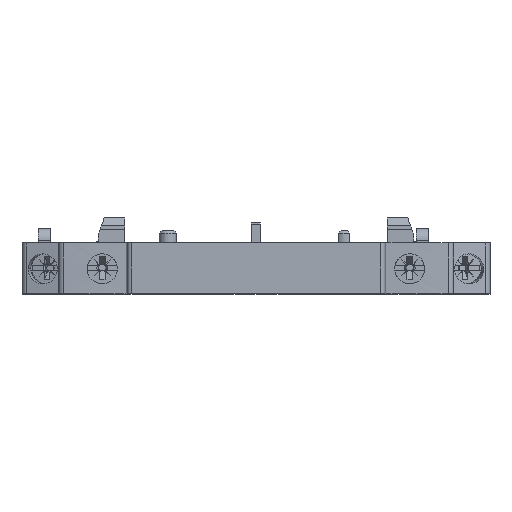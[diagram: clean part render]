
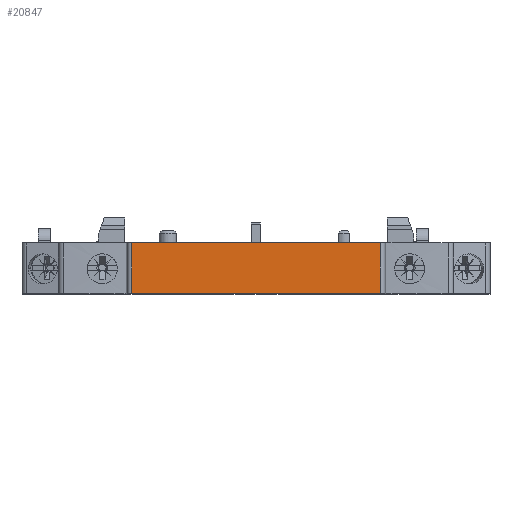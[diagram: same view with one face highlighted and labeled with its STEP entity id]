
A CAD part, top view. The second image highlights one B-rep face of the part: STEP entity #20847.
In plain terms, the highlighted planar face has unit normal (0, 0, 1).
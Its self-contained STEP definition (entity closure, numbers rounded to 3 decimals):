
#779=DIRECTION('',(1.,0.,0.));
#780=VECTOR('',#779,42.999);
#781=CARTESIAN_POINT('',(-82.433,50.,-9.046));
#782=LINE('',#781,#780);
#1200=DIRECTION('',(1.,0.,0.));
#1201=VECTOR('',#1200,42.999);
#1202=CARTESIAN_POINT('',(-82.433,41.2,-9.046));
#1203=LINE('',#1202,#1201);
#3365=DIRECTION('',(0.,1.,0.));
#3366=VECTOR('',#3365,8.8);
#3367=CARTESIAN_POINT('',(-82.433,41.2,-9.046));
#3368=LINE('',#3367,#3366);
#16559=DIRECTION('',(0.,-1.,0.));
#16560=VECTOR('',#16559,8.8);
#16561=CARTESIAN_POINT('',(-39.434,50.,-9.046));
#16562=LINE('',#16561,#16560);
#17291=CARTESIAN_POINT('',(-39.434,41.2,-9.046));
#17292=VERTEX_POINT('',#17291);
#17293=CARTESIAN_POINT('',(-82.433,41.2,-9.046));
#17294=VERTEX_POINT('',#17293);
#17478=CARTESIAN_POINT('',(-82.433,50.,-9.046));
#17479=CARTESIAN_POINT('',(-39.434,50.,-9.046));
#17480=VERTEX_POINT('',#17478);
#17481=VERTEX_POINT('',#17479);
#20833=CARTESIAN_POINT('',(-83.233,41.2,-9.046));
#20834=DIRECTION('',(0.,0.,1.));
#20835=DIRECTION('',(1.,0.,0.));
#20836=AXIS2_PLACEMENT_3D('',#20833,#20834,#20835);
#20837=PLANE('',#20836);
#20839=ORIENTED_EDGE('',*,*,#20838,.F.);
#20841=ORIENTED_EDGE('',*,*,#20840,.T.);
#20842=ORIENTED_EDGE('',*,*,#20541,.T.);
#20844=ORIENTED_EDGE('',*,*,#20843,.T.);
#20845=EDGE_LOOP('',(#20839,#20841,#20842,#20844));
#20846=FACE_OUTER_BOUND('',#20845,.F.);
#20847=ADVANCED_FACE('',(#20846),#20837,.T.);
#20541=EDGE_CURVE('',#17480,#17481,#782,.T.);
#20838=EDGE_CURVE('',#17294,#17292,#1203,.T.);
#20840=EDGE_CURVE('',#17294,#17480,#3368,.T.);
#20843=EDGE_CURVE('',#17481,#17292,#16562,.T.);
